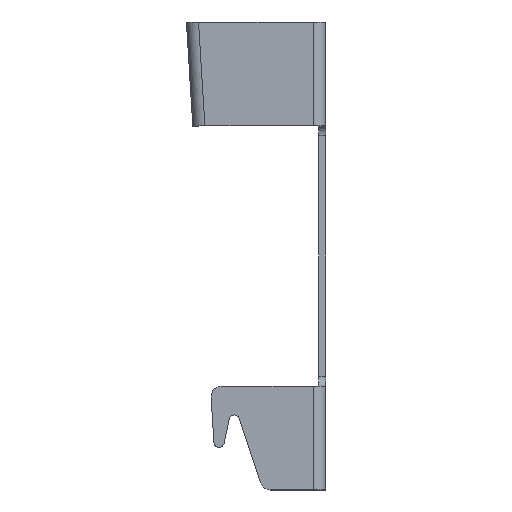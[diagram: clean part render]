
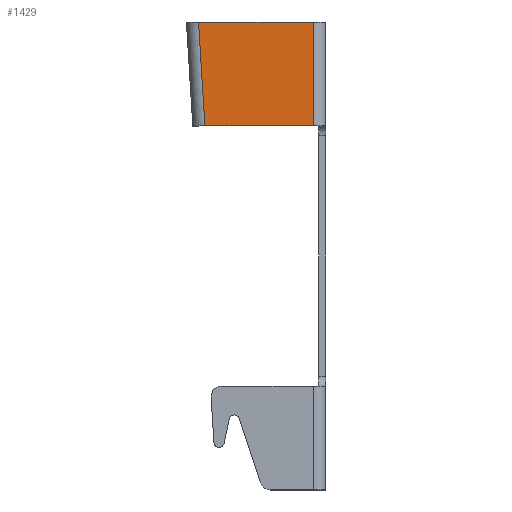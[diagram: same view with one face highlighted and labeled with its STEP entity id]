
A CAD part, left-side view. The second image highlights one B-rep face of the part: STEP entity #1429.
In plain terms, the highlighted planar face has unit normal (-1, 0, 0).
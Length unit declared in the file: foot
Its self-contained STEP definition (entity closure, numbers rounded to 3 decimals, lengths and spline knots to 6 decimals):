
#110 = CARTESIAN_POINT ( 'NONE',  ( -0.393701, -0.185367, 0.198491 ) ) ;
#218 = EDGE_CURVE ( 'NONE', #1534, #1457, #2121, .T. ) ;
#282 = CARTESIAN_POINT ( 'NONE',  ( -0.393701, -0.032808, 0.100066 ) ) ;
#332 = PLANE ( 'NONE',  #3400 ) ;
#355 = DIRECTION ( 'NONE',  ( 0., -0.061, -0.998 ) ) ;
#598 = ORIENTED_EDGE ( 'NONE', *, *, #2478, .F. ) ;
#621 = CARTESIAN_POINT ( 'NONE',  ( -0.393701, -0.076217, 0.198491 ) ) ;
#735 = DIRECTION ( 'NONE',  ( 0., 1., 0. ) ) ;
#817 = DIRECTION ( 'NONE',  ( 0., 1., 0. ) ) ;
#1429 = ADVANCED_FACE ( 'NONE', ( #2495 ), #332, .F. ) ;
#1457 = VERTEX_POINT ( 'NONE', #2945 ) ;
#1534 = VERTEX_POINT ( 'NONE', #3875 ) ;
#1635 = DIRECTION ( 'NONE',  ( 1., 0., 0. ) ) ;
#1683 = VERTEX_POINT ( 'NONE', #110 ) ;
#2121 = LINE ( 'NONE', #282, #4544 ) ;
#2254 = CARTESIAN_POINT ( 'NONE',  ( -0.393701, -0.190289, 0.198491 ) ) ;
#2329 = DIRECTION ( 'NONE',  ( 0., 0., -1. ) ) ;
#2338 = VECTOR ( 'NONE', #355, 3.28084 ) ;
#2433 = EDGE_CURVE ( 'NONE', #3969, #1457, #4660, .T. ) ;
#2478 = EDGE_CURVE ( 'NONE', #3969, #1683, #5245, .T. ) ;
#2495 = FACE_OUTER_BOUND ( 'NONE', #3404, .T. ) ;
#2613 = CARTESIAN_POINT ( 'NONE',  ( -0.393701, 0., 0. ) ) ;
#2851 = ORIENTED_EDGE ( 'NONE', *, *, #3268, .F. ) ;
#2945 = CARTESIAN_POINT ( 'NONE',  ( -0.393701, -0.082237, 0.100066 ) ) ;
#3268 = EDGE_CURVE ( 'NONE', #1683, #1534, #3637, .T. ) ;
#3400 = AXIS2_PLACEMENT_3D ( 'NONE', #2613, #1635, #817 ) ;
#3404 = EDGE_LOOP ( 'NONE', ( #5219, #3837, #2851, #598 ) ) ;
#3637 = LINE ( 'NONE', #3707, #4600 ) ;
#3707 = CARTESIAN_POINT ( 'NONE',  ( -0.393701, -0.185367, 0.100066 ) ) ;
#3776 = VECTOR ( 'NONE', #5577, 3.28084 ) ;
#3780 = CARTESIAN_POINT ( 'NONE',  ( -0.393701, -0.076217, 0.198491 ) ) ;
#3837 = ORIENTED_EDGE ( 'NONE', *, *, #218, .F. ) ;
#3875 = CARTESIAN_POINT ( 'NONE',  ( -0.393701, -0.185367, 0.100066 ) ) ;
#3969 = VERTEX_POINT ( 'NONE', #621 ) ;
#4544 = VECTOR ( 'NONE', #735, 3.28084 ) ;
#4600 = VECTOR ( 'NONE', #2329, 3.28084 ) ;
#4660 = LINE ( 'NONE', #3780, #2338 ) ;
#5219 = ORIENTED_EDGE ( 'NONE', *, *, #2433, .T. ) ;
#5245 = LINE ( 'NONE', #2254, #3776 ) ;
#5577 = DIRECTION ( 'NONE',  ( 0., -1., 0. ) ) ;
